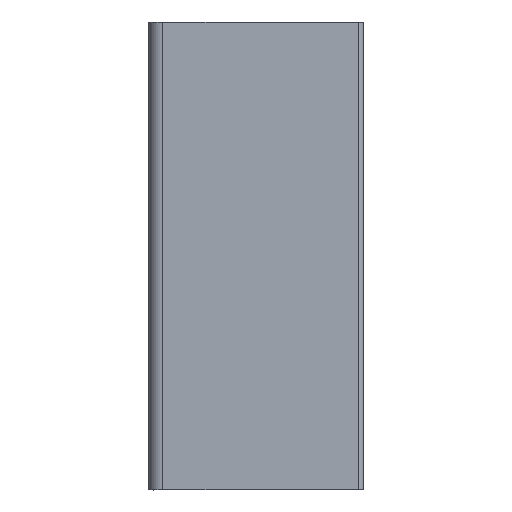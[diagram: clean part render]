
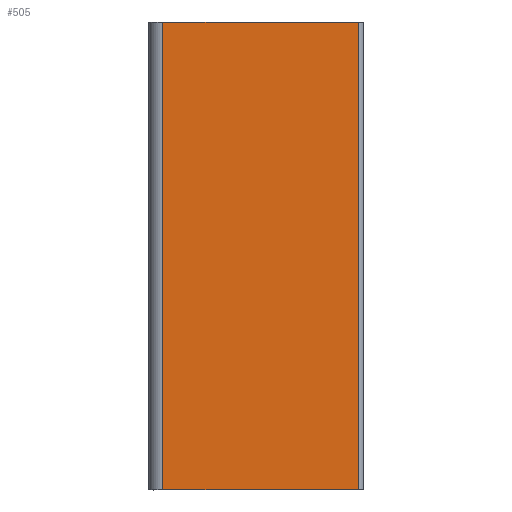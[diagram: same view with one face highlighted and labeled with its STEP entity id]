
A CAD part, top view. The second image highlights one B-rep face of the part: STEP entity #505.
In plain terms, the highlighted planar face has unit normal (0, 0, 1).
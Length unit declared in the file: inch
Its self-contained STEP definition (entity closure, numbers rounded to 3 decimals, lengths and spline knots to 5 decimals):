
#442=CARTESIAN_POINT('',(12.58171,9.09474,1.69));
#443=VERTEX_POINT('',#442);
#451=CARTESIAN_POINT('',(12.58171,3.09474,1.69));
#452=VERTEX_POINT('',#451);
#453=CARTESIAN_POINT('',(12.58171,6.09474,1.69));
#454=DIRECTION('',(0.,-1.,0.));
#455=VECTOR('',#454,1.);
#456=LINE('',#453,#455);
#457=EDGE_CURVE('',#443,#452,#456,.T.);
#475=CARTESIAN_POINT('',(10.07171,9.09474,1.69));
#476=VERTEX_POINT('',#475);
#477=CARTESIAN_POINT('',(12.58171,9.09474,1.69));
#478=DIRECTION('',(-1.,0.,0.));
#479=VECTOR('',#478,1.);
#480=LINE('',#477,#479);
#481=EDGE_CURVE('',#443,#476,#480,.T.);
#482=ORIENTED_EDGE('',*,*,#481,.T.);
#483=CARTESIAN_POINT('',(10.07171,3.09474,1.69));
#484=VERTEX_POINT('',#483);
#485=CARTESIAN_POINT('',(10.07171,6.09474,1.69));
#486=DIRECTION('',(0.,1.,0.));
#487=VECTOR('',#486,1.);
#488=LINE('',#485,#487);
#489=EDGE_CURVE('',#484,#476,#488,.T.);
#490=ORIENTED_EDGE('',*,*,#489,.F.);
#491=CARTESIAN_POINT('',(12.58171,3.09474,1.69));
#492=DIRECTION('',(1.,0.,0.));
#493=VECTOR('',#492,1.);
#494=LINE('',#491,#493);
#495=EDGE_CURVE('',#484,#452,#494,.T.);
#496=ORIENTED_EDGE('',*,*,#495,.T.);
#497=ORIENTED_EDGE('',*,*,#457,.F.);
#498=EDGE_LOOP('',(#482,#490,#496,#497));
#499=FACE_OUTER_BOUND('',#498,.T.);
#500=CARTESIAN_POINT('',(11.32671,6.09474,1.69));
#501=DIRECTION('',(0.,0.,1.));
#502=DIRECTION('',(1.,0.,0.));
#503=AXIS2_PLACEMENT_3D('',#500,#501,#502);
#504=PLANE('',#503);
#505=ADVANCED_FACE('',(#499),#504,.T.);
